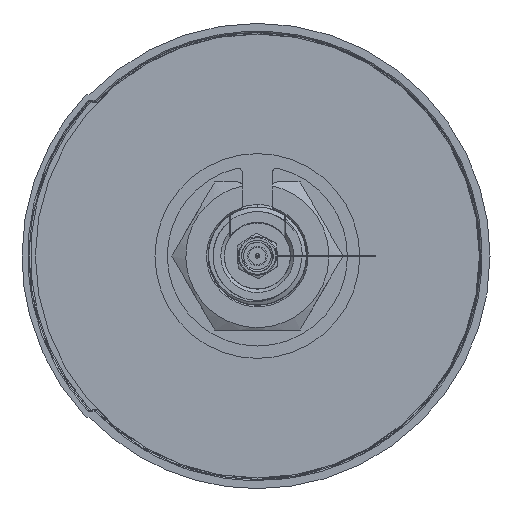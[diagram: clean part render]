
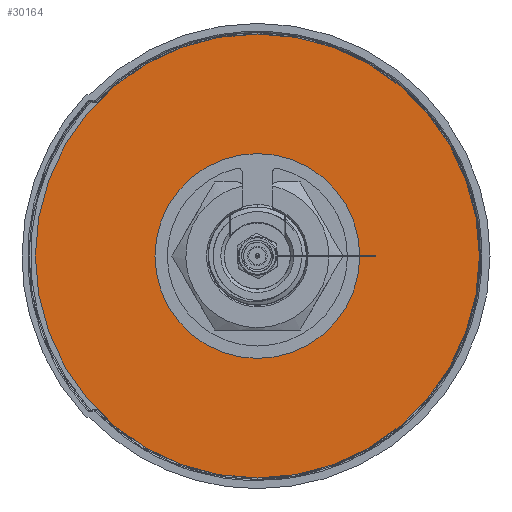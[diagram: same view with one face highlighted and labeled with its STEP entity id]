
A CAD part, front view. The second image highlights one B-rep face of the part: STEP entity #30164.
In plain terms, the highlighted planar face has unit normal (0, -1, 0).
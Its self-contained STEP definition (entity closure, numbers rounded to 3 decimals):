
#544 = CARTESIAN_POINT ( 'NONE',  ( 0., -2., 20.75 ) ) ;
#641 = DIRECTION ( 'NONE',  ( 0., 0., -1. ) ) ;
#666 = EDGE_CURVE ( 'NONE', #5956, #20417, #34837, .T. ) ;
#2874 = CARTESIAN_POINT ( 'NONE',  ( 0., -2., 45. ) ) ;
#3106 = DIRECTION ( 'NONE',  ( 0., 1., 0. ) ) ;
#4036 = DIRECTION ( 'NONE',  ( 0., 0., -1. ) ) ;
#4075 = DIRECTION ( 'NONE',  ( 0., 0., -1. ) ) ;
#4673 = CARTESIAN_POINT ( 'NONE',  ( 0., -2., -20.75 ) ) ;
#5856 = VERTEX_POINT ( 'NONE', #30289 ) ;
#5956 = VERTEX_POINT ( 'NONE', #4673 ) ;
#6108 = EDGE_CURVE ( 'NONE', #14540, #5856, #20321, .T. ) ;
#10937 = ORIENTED_EDGE ( 'NONE', *, *, #6108, .F. ) ;
#11175 = DIRECTION ( 'NONE',  ( 0., 0., -1. ) ) ;
#11932 = ORIENTED_EDGE ( 'NONE', *, *, #666, .T. ) ;
#12095 = CARTESIAN_POINT ( 'NONE',  ( 0., -2., 0. ) ) ;
#12317 = DIRECTION ( 'NONE',  ( 0., 1., 0. ) ) ;
#13999 = CIRCLE ( 'NONE', #20269, 45. ) ;
#14256 = DIRECTION ( 'NONE',  ( 0., 1., 0. ) ) ;
#14540 = VERTEX_POINT ( 'NONE', #2874 ) ;
#15971 = ORIENTED_EDGE ( 'NONE', *, *, #22159, .F. ) ;
#16407 = EDGE_LOOP ( 'NONE', ( #32367, #11932 ) ) ;
#17223 = CARTESIAN_POINT ( 'NONE',  ( 0., -2., 0. ) ) ;
#17449 = AXIS2_PLACEMENT_3D ( 'NONE', #18379, #12317, #4075 ) ;
#17977 = FACE_OUTER_BOUND ( 'NONE', #21854, .T. ) ;
#18275 = CARTESIAN_POINT ( 'NONE',  ( 0., -2., 0. ) ) ;
#18379 = CARTESIAN_POINT ( 'NONE',  ( 0., -2., 0. ) ) ;
#19380 = AXIS2_PLACEMENT_3D ( 'NONE', #18275, #23281, #34215 ) ;
#20269 = AXIS2_PLACEMENT_3D ( 'NONE', #27834, #14256, #641 ) ;
#20321 = CIRCLE ( 'NONE', #17449, 45. ) ;
#20417 = VERTEX_POINT ( 'NONE', #544 ) ;
#21854 = EDGE_LOOP ( 'NONE', ( #10937, #15971 ) ) ;
#21975 = CIRCLE ( 'NONE', #24300, 20.75 ) ;
#22159 = EDGE_CURVE ( 'NONE', #5856, #14540, #13999, .T. ) ;
#22273 = EDGE_CURVE ( 'NONE', #20417, #5956, #21975, .T. ) ;
#22817 = PLANE ( 'NONE',  #23576 ) ;
#23281 = DIRECTION ( 'NONE',  ( 0., 1., 0. ) ) ;
#23576 = AXIS2_PLACEMENT_3D ( 'NONE', #12095, #28184, #4036 ) ;
#24300 = AXIS2_PLACEMENT_3D ( 'NONE', #17223, #3106, #11175 ) ;
#27834 = CARTESIAN_POINT ( 'NONE',  ( 0., -2., 0. ) ) ;
#28184 = DIRECTION ( 'NONE',  ( 0., 1., 0. ) ) ;
#28541 = FACE_BOUND ( 'NONE', #16407, .T. ) ;
#30164 = ADVANCED_FACE ( 'NONE', ( #17977, #28541 ), #22817, .F. ) ;
#30289 = CARTESIAN_POINT ( 'NONE',  ( 0., -2., -45. ) ) ;
#32367 = ORIENTED_EDGE ( 'NONE', *, *, #22273, .T. ) ;
#34215 = DIRECTION ( 'NONE',  ( 0., 0., -1. ) ) ;
#34837 = CIRCLE ( 'NONE', #19380, 20.75 ) ;
